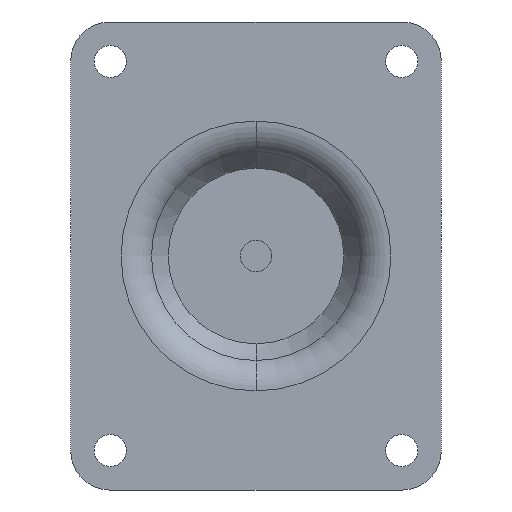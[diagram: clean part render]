
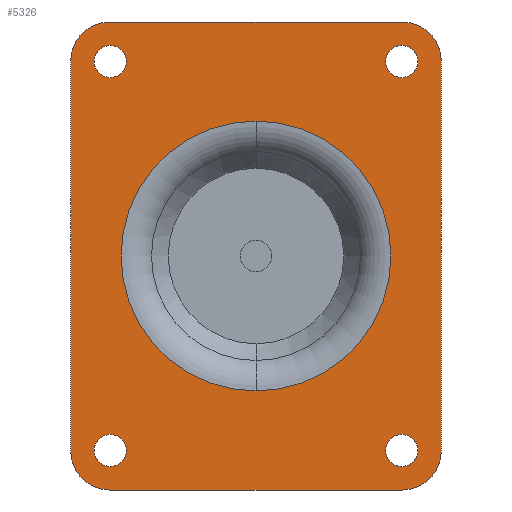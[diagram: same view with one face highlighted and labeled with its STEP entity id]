
A CAD part, front view. The second image highlights one B-rep face of the part: STEP entity #5326.
In plain terms, the highlighted planar face has unit normal (0, -1, 0).
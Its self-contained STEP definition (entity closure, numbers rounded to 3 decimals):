
#1994=DIRECTION('',(1.,0.,0.));
#1995=VECTOR('',#1994,30.);
#1996=CARTESIAN_POINT('',(-15.,-6.827,24.));
#1997=LINE('',#1996,#1995);
#2010=DIRECTION('',(0.,0.,-1.));
#2011=VECTOR('',#2010,40.);
#2012=CARTESIAN_POINT('',(19.,-6.827,20.));
#2013=LINE('',#2012,#2011);
#2022=DIRECTION('',(-1.,0.,0.));
#2023=VECTOR('',#2022,30.);
#2024=CARTESIAN_POINT('',(15.,-6.827,-24.));
#2025=LINE('',#2024,#2023);
#2038=DIRECTION('',(0.,0.,1.));
#2039=VECTOR('',#2038,40.);
#2040=CARTESIAN_POINT('',(-19.,-6.827,-20.));
#2041=LINE('',#2040,#2039);
#2046=CARTESIAN_POINT('',(-15.,-6.827,20.));
#2047=DIRECTION('',(0.,-1.,0.));
#2048=DIRECTION('',(0.,0.,1.));
#2049=AXIS2_PLACEMENT_3D('',#2046,#2047,#2048);
#2051=CARTESIAN_POINT('',(15.,-6.827,20.));
#2052=DIRECTION('',(0.,-1.,0.));
#2053=DIRECTION('',(1.,0.,0.));
#2054=AXIS2_PLACEMENT_3D('',#2051,#2052,#2053);
#2056=CARTESIAN_POINT('',(15.,-6.827,-20.));
#2057=DIRECTION('',(0.,-1.,0.));
#2058=DIRECTION('',(0.,0.,-1.));
#2059=AXIS2_PLACEMENT_3D('',#2056,#2057,#2058);
#2061=CARTESIAN_POINT('',(-15.,-6.827,-20.));
#2062=DIRECTION('',(0.,-1.,0.));
#2063=DIRECTION('',(-1.,0.,0.));
#2064=AXIS2_PLACEMENT_3D('',#2061,#2062,#2063);
#2066=CARTESIAN_POINT('',(0.,-6.827,0.));
#2067=DIRECTION('',(0.,1.,0.));
#2068=DIRECTION('',(0.,0.,-1.));
#2069=AXIS2_PLACEMENT_3D('',#2066,#2067,#2068);
#2071=CARTESIAN_POINT('',(0.,-6.827,0.));
#2072=DIRECTION('',(0.,1.,0.));
#2073=DIRECTION('',(0.,0.,1.));
#2074=AXIS2_PLACEMENT_3D('',#2071,#2072,#2073);
#2076=CARTESIAN_POINT('',(14.95,-6.827,19.95));
#2077=DIRECTION('',(0.,1.,0.));
#2078=DIRECTION('',(1.,0.,0.));
#2079=AXIS2_PLACEMENT_3D('',#2076,#2077,#2078);
#2081=CARTESIAN_POINT('',(14.95,-6.827,19.95));
#2082=DIRECTION('',(0.,1.,0.));
#2083=DIRECTION('',(-1.,0.,0.));
#2084=AXIS2_PLACEMENT_3D('',#2081,#2082,#2083);
#2086=CARTESIAN_POINT('',(14.95,-6.827,-19.95));
#2087=DIRECTION('',(0.,1.,0.));
#2088=DIRECTION('',(1.,0.,0.));
#2089=AXIS2_PLACEMENT_3D('',#2086,#2087,#2088);
#2091=CARTESIAN_POINT('',(14.95,-6.827,-19.95));
#2092=DIRECTION('',(0.,1.,0.));
#2093=DIRECTION('',(-1.,0.,0.));
#2094=AXIS2_PLACEMENT_3D('',#2091,#2092,#2093);
#2096=CARTESIAN_POINT('',(-14.95,-6.827,-19.95));
#2097=DIRECTION('',(0.,1.,0.));
#2098=DIRECTION('',(1.,0.,0.));
#2099=AXIS2_PLACEMENT_3D('',#2096,#2097,#2098);
#2101=CARTESIAN_POINT('',(-14.95,-6.827,-19.95));
#2102=DIRECTION('',(0.,1.,0.));
#2103=DIRECTION('',(-1.,0.,0.));
#2104=AXIS2_PLACEMENT_3D('',#2101,#2102,#2103);
#2106=CARTESIAN_POINT('',(-14.95,-6.827,19.95));
#2107=DIRECTION('',(0.,1.,0.));
#2108=DIRECTION('',(1.,0.,0.));
#2109=AXIS2_PLACEMENT_3D('',#2106,#2107,#2108);
#2111=CARTESIAN_POINT('',(-14.95,-6.827,19.95));
#2112=DIRECTION('',(0.,1.,0.));
#2113=DIRECTION('',(-1.,0.,0.));
#2114=AXIS2_PLACEMENT_3D('',#2111,#2112,#2113);
#3229=CARTESIAN_POINT('',(0.,-6.827,13.841));
#3230=VERTEX_POINT('',#3229);
#3231=CARTESIAN_POINT('',(0.,-6.827,-13.841));
#3232=VERTEX_POINT('',#3231);
#3233=CARTESIAN_POINT('',(-15.,-6.827,24.));
#3234=CARTESIAN_POINT('',(-19.,-6.827,20.));
#3235=VERTEX_POINT('',#3233);
#3236=VERTEX_POINT('',#3234);
#3237=CARTESIAN_POINT('',(15.,-6.827,24.));
#3238=VERTEX_POINT('',#3237);
#3239=CARTESIAN_POINT('',(19.,-6.827,20.));
#3240=VERTEX_POINT('',#3239);
#3241=CARTESIAN_POINT('',(19.,-6.827,-20.));
#3242=VERTEX_POINT('',#3241);
#3243=CARTESIAN_POINT('',(15.,-6.827,-24.));
#3244=VERTEX_POINT('',#3243);
#3245=CARTESIAN_POINT('',(-15.,-6.827,-24.));
#3246=VERTEX_POINT('',#3245);
#3247=CARTESIAN_POINT('',(-19.,-6.827,-20.));
#3248=VERTEX_POINT('',#3247);
#3249=CARTESIAN_POINT('',(16.6,-6.827,19.95));
#3250=CARTESIAN_POINT('',(13.3,-6.827,19.95));
#3251=VERTEX_POINT('',#3249);
#3252=VERTEX_POINT('',#3250);
#3253=CARTESIAN_POINT('',(16.6,-6.827,-19.95));
#3254=CARTESIAN_POINT('',(13.3,-6.827,-19.95));
#3255=VERTEX_POINT('',#3253);
#3256=VERTEX_POINT('',#3254);
#3257=CARTESIAN_POINT('',(-13.3,-6.827,-19.95));
#3258=CARTESIAN_POINT('',(-16.6,-6.827,-19.95));
#3259=VERTEX_POINT('',#3257);
#3260=VERTEX_POINT('',#3258);
#3261=CARTESIAN_POINT('',(-13.3,-6.827,19.95));
#3262=CARTESIAN_POINT('',(-16.6,-6.827,19.95));
#3263=VERTEX_POINT('',#3261);
#3264=VERTEX_POINT('',#3262);
#5281=CARTESIAN_POINT('',(0.,-6.827,0.));
#5282=DIRECTION('',(0.,1.,0.));
#5283=DIRECTION('',(1.,0.,0.));
#5284=AXIS2_PLACEMENT_3D('',#5281,#5282,#5283);
#5285=PLANE('',#5284);
#5286=ORIENTED_EDGE('',*,*,#5177,.F.);
#5287=ORIENTED_EDGE('',*,*,#5193,.T.);
#5288=ORIENTED_EDGE('',*,*,#5206,.F.);
#5289=ORIENTED_EDGE('',*,*,#5221,.T.);
#5290=ORIENTED_EDGE('',*,*,#5234,.F.);
#5291=ORIENTED_EDGE('',*,*,#5247,.T.);
#5292=ORIENTED_EDGE('',*,*,#5262,.F.);
#5293=ORIENTED_EDGE('',*,*,#5274,.T.);
#5294=EDGE_LOOP('',(#5286,#5287,#5288,#5289,#5290,#5291,#5292,#5293));
#5295=FACE_OUTER_BOUND('',#5294,.F.);
#5297=ORIENTED_EDGE('',*,*,#5296,.F.);
#5299=ORIENTED_EDGE('',*,*,#5298,.F.);
#5300=EDGE_LOOP('',(#5297,#5299));
#5301=FACE_BOUND('',#5300,.F.);
#5303=ORIENTED_EDGE('',*,*,#5302,.F.);
#5305=ORIENTED_EDGE('',*,*,#5304,.F.);
#5306=EDGE_LOOP('',(#5303,#5305));
#5307=FACE_BOUND('',#5306,.F.);
#5309=ORIENTED_EDGE('',*,*,#5308,.F.);
#5311=ORIENTED_EDGE('',*,*,#5310,.F.);
#5312=EDGE_LOOP('',(#5309,#5311));
#5313=FACE_BOUND('',#5312,.F.);
#5315=ORIENTED_EDGE('',*,*,#5314,.F.);
#5317=ORIENTED_EDGE('',*,*,#5316,.F.);
#5318=EDGE_LOOP('',(#5315,#5317));
#5319=FACE_BOUND('',#5318,.F.);
#5321=ORIENTED_EDGE('',*,*,#5320,.F.);
#5323=ORIENTED_EDGE('',*,*,#5322,.F.);
#5324=EDGE_LOOP('',(#5321,#5323));
#5325=FACE_BOUND('',#5324,.F.);
#5326=ADVANCED_FACE('',(#5295,#5301,#5307,#5313,#5319,#5325),#5285,.F.);
#2050=CIRCLE('',#2049,4.);
#2055=CIRCLE('',#2054,4.);
#2060=CIRCLE('',#2059,4.);
#2065=CIRCLE('',#2064,4.);
#2070=CIRCLE('',#2069,13.841);
#2075=CIRCLE('',#2074,13.841);
#2080=CIRCLE('',#2079,1.65);
#2085=CIRCLE('',#2084,1.65);
#2090=CIRCLE('',#2089,1.65);
#2095=CIRCLE('',#2094,1.65);
#2100=CIRCLE('',#2099,1.65);
#2105=CIRCLE('',#2104,1.65);
#2110=CIRCLE('',#2109,1.65);
#2115=CIRCLE('',#2114,1.65);
#5177=EDGE_CURVE('',#3235,#3236,#2050,.T.);
#5193=EDGE_CURVE('',#3235,#3238,#1997,.T.);
#5206=EDGE_CURVE('',#3240,#3238,#2055,.T.);
#5221=EDGE_CURVE('',#3240,#3242,#2013,.T.);
#5234=EDGE_CURVE('',#3244,#3242,#2060,.T.);
#5247=EDGE_CURVE('',#3244,#3246,#2025,.T.);
#5262=EDGE_CURVE('',#3248,#3246,#2065,.T.);
#5274=EDGE_CURVE('',#3248,#3236,#2041,.T.);
#5296=EDGE_CURVE('',#3232,#3230,#2070,.T.);
#5298=EDGE_CURVE('',#3230,#3232,#2075,.T.);
#5302=EDGE_CURVE('',#3251,#3252,#2080,.T.);
#5304=EDGE_CURVE('',#3252,#3251,#2085,.T.);
#5308=EDGE_CURVE('',#3255,#3256,#2090,.T.);
#5310=EDGE_CURVE('',#3256,#3255,#2095,.T.);
#5314=EDGE_CURVE('',#3259,#3260,#2100,.T.);
#5316=EDGE_CURVE('',#3260,#3259,#2105,.T.);
#5320=EDGE_CURVE('',#3263,#3264,#2110,.T.);
#5322=EDGE_CURVE('',#3264,#3263,#2115,.T.);
